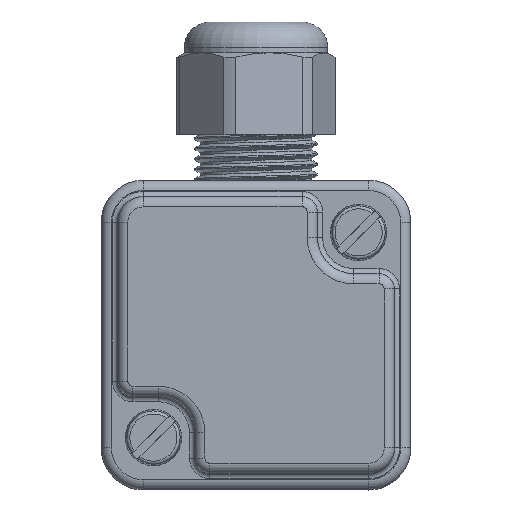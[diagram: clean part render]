
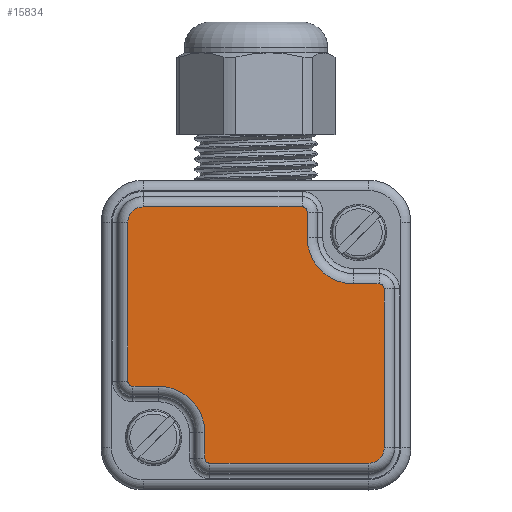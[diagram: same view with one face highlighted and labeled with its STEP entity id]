
A CAD part, top view. The second image highlights one B-rep face of the part: STEP entity #15834.
In plain terms, the highlighted face is planar.
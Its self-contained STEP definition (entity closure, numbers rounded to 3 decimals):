
#784=PLANE('',#18217);
#1958=LINE('',#51474,#3252);
#1959=LINE('',#51478,#3253);
#1960=LINE('',#51482,#3254);
#1961=LINE('',#51486,#3255);
#1962=LINE('',#51490,#3256);
#1963=LINE('',#51494,#3257);
#1964=LINE('',#51498,#3258);
#1965=LINE('',#51502,#3259);
#3252=VECTOR('',#21641,1000.);
#3253=VECTOR('',#21644,1000.);
#3254=VECTOR('',#21647,1000.);
#3255=VECTOR('',#21650,1000.);
#3256=VECTOR('',#21653,1000.);
#3257=VECTOR('',#21656,1000.);
#3258=VECTOR('',#21659,1000.);
#3259=VECTOR('',#21662,1000.);
#4013=CIRCLE('',#18218,4.5);
#4014=CIRCLE('',#18219,0.5);
#4015=CIRCLE('',#18220,1.5);
#4016=CIRCLE('',#18221,0.5);
#4017=CIRCLE('',#18222,4.5);
#4018=CIRCLE('',#18223,0.5);
#4019=CIRCLE('',#18224,1.5);
#4020=CIRCLE('',#18225,0.5);
#7888=ORIENTED_EDGE('',*,*,#10545,.T.);
#7889=ORIENTED_EDGE('',*,*,#10546,.T.);
#7890=ORIENTED_EDGE('',*,*,#10547,.T.);
#7891=ORIENTED_EDGE('',*,*,#10548,.T.);
#7892=ORIENTED_EDGE('',*,*,#10549,.T.);
#7893=ORIENTED_EDGE('',*,*,#10550,.T.);
#7894=ORIENTED_EDGE('',*,*,#10551,.T.);
#7895=ORIENTED_EDGE('',*,*,#10552,.T.);
#7896=ORIENTED_EDGE('',*,*,#10553,.T.);
#7897=ORIENTED_EDGE('',*,*,#10554,.T.);
#7898=ORIENTED_EDGE('',*,*,#10555,.T.);
#7899=ORIENTED_EDGE('',*,*,#10556,.T.);
#7900=ORIENTED_EDGE('',*,*,#10557,.T.);
#7901=ORIENTED_EDGE('',*,*,#10558,.T.);
#7902=ORIENTED_EDGE('',*,*,#10559,.T.);
#7903=ORIENTED_EDGE('',*,*,#10560,.T.);
#10545=EDGE_CURVE('',#12217,#12218,#4013,.F.);
#10546=EDGE_CURVE('',#12218,#12219,#1958,.F.);
#10547=EDGE_CURVE('',#12219,#12220,#4014,.T.);
#10548=EDGE_CURVE('',#12220,#12221,#1959,.F.);
#10549=EDGE_CURVE('',#12221,#12222,#4015,.T.);
#10550=EDGE_CURVE('',#12222,#12223,#1960,.F.);
#10551=EDGE_CURVE('',#12223,#12224,#4016,.T.);
#10552=EDGE_CURVE('',#12224,#12225,#1961,.F.);
#10553=EDGE_CURVE('',#12225,#12226,#4017,.F.);
#10554=EDGE_CURVE('',#12226,#12227,#1962,.F.);
#10555=EDGE_CURVE('',#12227,#12228,#4018,.T.);
#10556=EDGE_CURVE('',#12228,#12229,#1963,.T.);
#10557=EDGE_CURVE('',#12229,#12230,#4019,.T.);
#10558=EDGE_CURVE('',#12230,#12231,#1964,.F.);
#10559=EDGE_CURVE('',#12231,#12232,#4020,.T.);
#10560=EDGE_CURVE('',#12232,#12217,#1965,.F.);
#12217=VERTEX_POINT('',#51472);
#12218=VERTEX_POINT('',#51473);
#12219=VERTEX_POINT('',#51475);
#12220=VERTEX_POINT('',#51477);
#12221=VERTEX_POINT('',#51479);
#12222=VERTEX_POINT('',#51481);
#12223=VERTEX_POINT('',#51483);
#12224=VERTEX_POINT('',#51485);
#12225=VERTEX_POINT('',#51487);
#12226=VERTEX_POINT('',#51489);
#12227=VERTEX_POINT('',#51491);
#12228=VERTEX_POINT('',#51493);
#12229=VERTEX_POINT('',#51495);
#12230=VERTEX_POINT('',#51497);
#12231=VERTEX_POINT('',#51499);
#12232=VERTEX_POINT('',#51501);
#13785=EDGE_LOOP('',(#7888,#7889,#7890,#7891,#7892,#7893,#7894,#7895,#7896,
#7897,#7898,#7899,#7900,#7901,#7902,#7903));
#14860=FACE_BOUND('',#13785,.T.);
#15834=ADVANCED_FACE('',(#14860),#784,.T.);
#18217=AXIS2_PLACEMENT_3D('',#51470,#21637,#21638);
#18218=AXIS2_PLACEMENT_3D('',#51471,#21639,#21640);
#18219=AXIS2_PLACEMENT_3D('',#51476,#21642,#21643);
#18220=AXIS2_PLACEMENT_3D('',#51480,#21645,#21646);
#18221=AXIS2_PLACEMENT_3D('',#51484,#21648,#21649);
#18222=AXIS2_PLACEMENT_3D('',#51488,#21651,#21652);
#18223=AXIS2_PLACEMENT_3D('',#51492,#21654,#21655);
#18224=AXIS2_PLACEMENT_3D('',#51496,#21657,#21658);
#18225=AXIS2_PLACEMENT_3D('',#51500,#21660,#21661);
#21637=DIRECTION('',(0.,-1.,0.));
#21638=DIRECTION('',(0.,0.,-1.));
#21639=DIRECTION('',(0.,-1.,0.));
#21640=DIRECTION('',(0.,0.,-1.));
#21641=DIRECTION('',(1.,0.,0.));
#21642=DIRECTION('',(0.,-1.,0.));
#21643=DIRECTION('',(0.,0.,-1.));
#21644=DIRECTION('',(0.,0.,1.));
#21645=DIRECTION('',(0.,-1.,0.));
#21646=DIRECTION('',(0.,0.,-1.));
#21647=DIRECTION('',(-1.,0.,0.));
#21648=DIRECTION('',(0.,-1.,0.));
#21649=DIRECTION('',(0.,0.,-1.));
#21650=DIRECTION('',(0.,0.,-1.));
#21651=DIRECTION('',(0.,-1.,0.));
#21652=DIRECTION('',(0.,0.,-1.));
#21653=DIRECTION('',(-1.,0.,0.));
#21654=DIRECTION('',(0.,-1.,0.));
#21655=DIRECTION('',(0.,0.,-1.));
#21656=DIRECTION('',(0.,0.,1.));
#21657=DIRECTION('',(0.,-1.,0.));
#21658=DIRECTION('',(0.,0.,-1.));
#21659=DIRECTION('',(1.,0.,0.));
#21660=DIRECTION('',(0.,-1.,0.));
#21661=DIRECTION('',(0.,0.,-1.));
#21662=DIRECTION('',(0.,0.,1.));
#51470=CARTESIAN_POINT('',(12.,0.5,-4.497));
#51471=CARTESIAN_POINT('',(-9.4,0.5,9.5));
#51472=CARTESIAN_POINT('',(-4.9,0.5,9.5));
#51473=CARTESIAN_POINT('',(-9.4,0.5,5.));
#51474=CARTESIAN_POINT('',(-12.4,0.5,5.));
#51475=CARTESIAN_POINT('',(-11.9,0.5,5.));
#51476=CARTESIAN_POINT('',(-11.9,0.5,4.5));
#51477=CARTESIAN_POINT('',(-12.4,0.5,4.5));
#51478=CARTESIAN_POINT('',(-12.4,0.5,-11.));
#51479=CARTESIAN_POINT('',(-12.4,0.5,-11.));
#51480=CARTESIAN_POINT('',(-10.9,0.5,-11.));
#51481=CARTESIAN_POINT('',(-10.9,0.5,-12.5));
#51482=CARTESIAN_POINT('',(4.6,0.5,-12.5));
#51483=CARTESIAN_POINT('',(4.6,0.5,-12.5));
#51484=CARTESIAN_POINT('',(4.6,0.5,-12.));
#51485=CARTESIAN_POINT('',(5.1,0.5,-12.));
#51486=CARTESIAN_POINT('',(5.1,0.5,-9.497));
#51487=CARTESIAN_POINT('',(5.1,0.5,-9.497));
#51488=CARTESIAN_POINT('',(9.6,0.5,-9.497));
#51489=CARTESIAN_POINT('',(9.6,0.5,-4.997));
#51490=CARTESIAN_POINT('',(12.,0.5,-4.997));
#51491=CARTESIAN_POINT('',(12.1,0.5,-4.997));
#51492=CARTESIAN_POINT('',(12.1,0.5,-4.497));
#51493=CARTESIAN_POINT('',(12.6,0.5,-4.497));
#51494=CARTESIAN_POINT('',(12.6,0.5,11.));
#51495=CARTESIAN_POINT('',(12.6,0.5,11.));
#51496=CARTESIAN_POINT('',(11.1,0.5,11.));
#51497=CARTESIAN_POINT('',(11.1,0.5,12.5));
#51498=CARTESIAN_POINT('',(-4.4,0.5,12.5));
#51499=CARTESIAN_POINT('',(-4.4,0.5,12.5));
#51500=CARTESIAN_POINT('',(-4.4,0.5,12.));
#51501=CARTESIAN_POINT('',(-4.9,0.5,12.));
#51502=CARTESIAN_POINT('',(-4.9,0.5,9.5));
